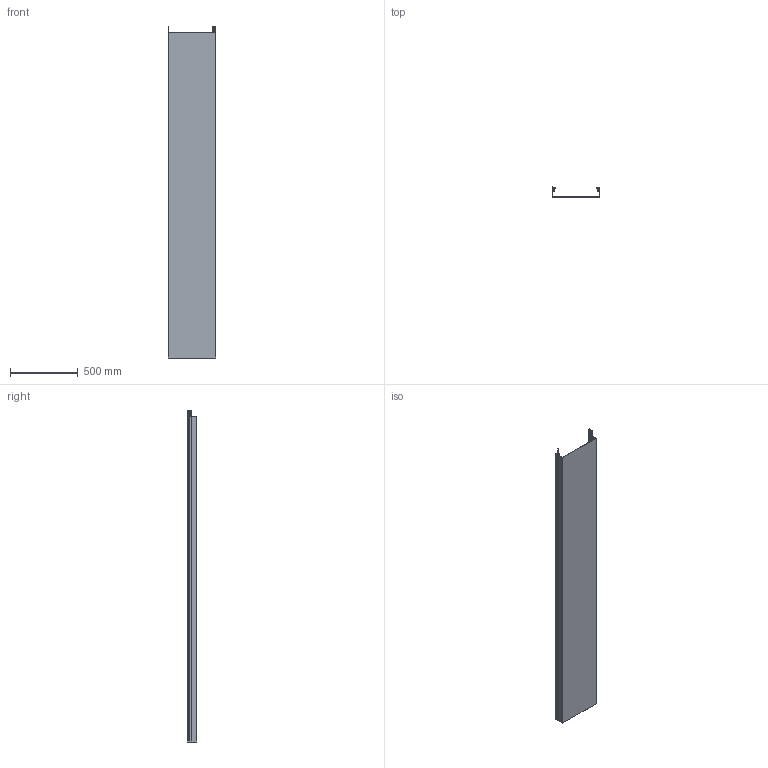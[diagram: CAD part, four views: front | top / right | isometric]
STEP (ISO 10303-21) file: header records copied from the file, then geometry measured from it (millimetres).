
FILE_DESCRIPTION((''),'2;1');
FILE_NAME('AKU3500701_ASM','2024-02-05T13:56:38',('goergem'),(''),'CREO PARAMETRIC BY PTC INC, 2022281','CREO PARAMETRIC BY PTC INC, 2022281','');
FILE_SCHEMA(('AUTOMOTIVE_DESIGN { 1 0 10303 214 1 1 1 1 }'));
Length unit declared in the file: millimetre
Products named in the file (6): AKU3500701_WANNE_3; AKU_SEITENPROFIL_APA_K24_6; ZES_VK180_KUN_3; AKU_SEITENPROFIL_APA_O01_4; AKU3500701KUN_ASM_1_ASM; AKU3500701_ASM
Assembly tree (10 placements, depth 3):
  AKU3500701_ASM
    AKU3500701KUN_ASM_1_ASM
      AKU3500701_WANNE_3
      AKU_SEITENPROFIL_APA_K24_6
      ZES_VK180_KUN_3
      AKU_SEITENPROFIL_APA_O01_4  x6
Bounding box: 354 x 70.5 x 2450 mm (x, y, z)
Volume: 1820718 mm3; surface area: 2901890.6 mm2
Topology: 9 solids, 9 shells, 265 faces, 741 edges, 494 vertices
Faces by surface type: plane 253, cylinder 12
Entity records: 8114 total; most frequent: DIRECTION 1214, CARTESIAN_POINT 1058, ORIENTED_EDGE 552, AXIS2_PLACEMENT_3D 406, PROPERTY_DEFINITION 354, REPRESENTATION 350, PROPERTY_DEFINITION_REPRESENTATION 350, EDGE_CURVE 276
